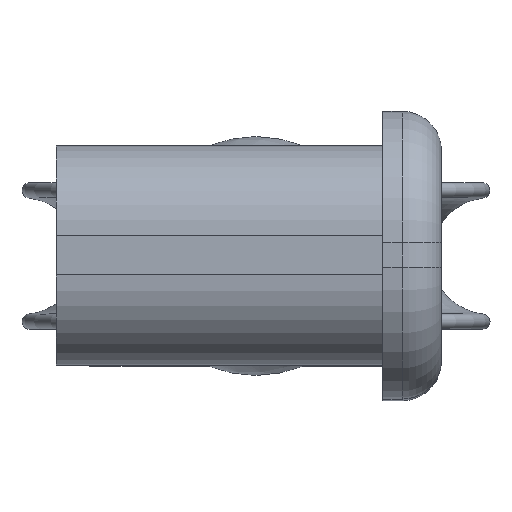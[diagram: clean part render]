
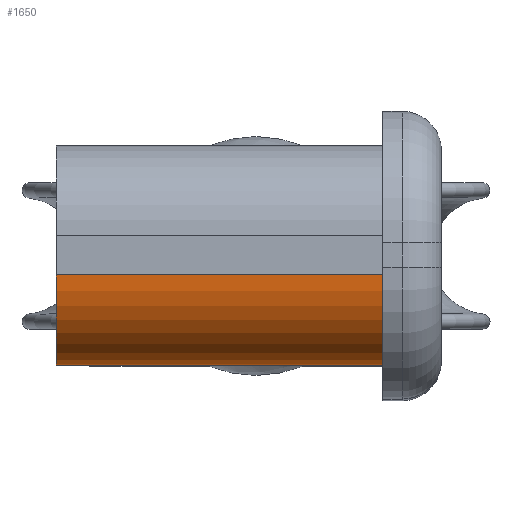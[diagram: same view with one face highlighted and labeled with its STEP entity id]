
A CAD part, top view. The second image highlights one B-rep face of the part: STEP entity #1650.
In plain terms, the highlighted cylindrical face has radius 9.25 mm (diameter 18.5 mm), a partial arc.
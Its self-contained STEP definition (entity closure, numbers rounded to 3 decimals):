
#88=LINE('',#2580,#195);
#96=LINE('',#2604,#203);
#101=LINE('',#2615,#208);
#159=LINE('',#2986,#266);
#195=VECTOR('',#2044,11.5);
#203=VECTOR('',#2074,11.);
#208=VECTOR('',#2081,11.);
#266=VECTOR('',#2363,33.5);
#422=FACE_OUTER_BOUND('',#546,.T.);
#546=EDGE_LOOP('',(#1492,#1493,#1494,#1495,#1496,#1497));
#611=CIRCLE('',#1758,9.25);
#659=CIRCLE('',#1846,9.25);
#725=VERTEX_POINT('',#2565);
#728=VERTEX_POINT('',#2579);
#733=VERTEX_POINT('',#2603);
#738=VERTEX_POINT('',#2613);
#750=VERTEX_POINT('',#2653);
#815=VERTEX_POINT('',#2972);
#898=EDGE_CURVE('',#725,#728,#88,.T.);
#910=EDGE_CURVE('',#728,#733,#96,.T.);
#916=EDGE_CURVE('',#738,#725,#101,.T.);
#936=EDGE_CURVE('',#750,#733,#611,.T.);
#1041=EDGE_CURVE('',#815,#738,#659,.T.);
#1046=EDGE_CURVE('',#815,#750,#159,.T.);
#1492=ORIENTED_EDGE('',*,*,#936,.T.);
#1493=ORIENTED_EDGE('',*,*,#910,.F.);
#1494=ORIENTED_EDGE('',*,*,#898,.F.);
#1495=ORIENTED_EDGE('',*,*,#916,.F.);
#1496=ORIENTED_EDGE('',*,*,#1041,.F.);
#1497=ORIENTED_EDGE('',*,*,#1046,.T.);
#1559=CYLINDRICAL_SURFACE('',#1855,9.25);
#1650=ADVANCED_FACE('',(#422),#1559,.T.);
#1758=AXIS2_PLACEMENT_3D('',#2654,#2123,#2124);
#1846=AXIS2_PLACEMENT_3D('',#2974,#2342,#2343);
#1855=AXIS2_PLACEMENT_3D('',#2988,#2365,#2366);
#2044=DIRECTION('',(-1.,0.,0.));
#2074=DIRECTION('',(-1.,0.,0.));
#2081=DIRECTION('',(-1.,0.,0.));
#2123=DIRECTION('center_axis',(1.,0.,0.));
#2124=DIRECTION('ref_axis',(0.,0.,1.));
#2342=DIRECTION('center_axis',(1.,0.,0.));
#2343=DIRECTION('ref_axis',(0.,0.,1.));
#2363=DIRECTION('',(-1.,0.,0.));
#2365=DIRECTION('center_axis',(-1.,0.,0.));
#2366=DIRECTION('ref_axis',(0.,0.,1.));
#2565=CARTESIAN_POINT('',(-11.,-11.25,27.));
#2579=CARTESIAN_POINT('',(-22.5,-11.25,27.));
#2580=CARTESIAN_POINT('',(0.,-11.25,27.));
#2603=CARTESIAN_POINT('',(-33.5,-11.25,27.));
#2604=CARTESIAN_POINT('',(0.,-11.25,27.));
#2613=CARTESIAN_POINT('',(0.,-11.25,27.));
#2615=CARTESIAN_POINT('',(0.,-11.25,27.));
#2653=CARTESIAN_POINT('',(-33.5,-2.,36.25));
#2654=CARTESIAN_POINT('Origin',(-33.5,-2.,27.));
#2972=CARTESIAN_POINT('',(0.,-2.,36.25));
#2974=CARTESIAN_POINT('Origin',(0.,-2.,27.));
#2986=CARTESIAN_POINT('',(0.,-2.,36.25));
#2988=CARTESIAN_POINT('Origin',(0.,-2.,27.));
